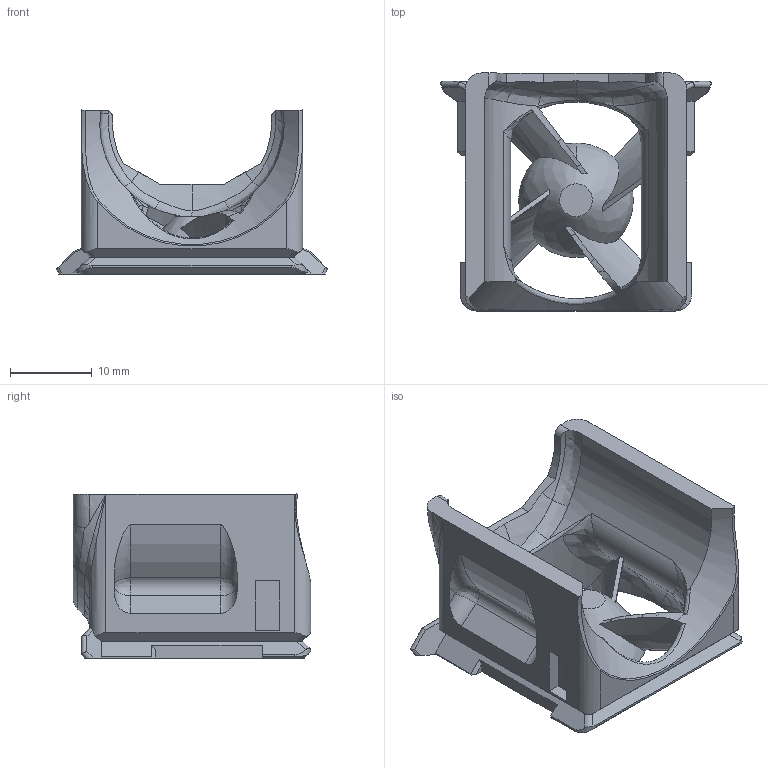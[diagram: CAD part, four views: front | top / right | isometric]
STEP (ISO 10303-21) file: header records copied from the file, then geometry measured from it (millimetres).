
FILE_DESCRIPTION(/* description */ ('STEP AP242','CAx-IF Rec.Pracs.---Representation and Presentation of Product Manufacturing Information (PMI)---4.0---2014-10-13','CAx-IF Rec.Pracs.---3D Tessellated Geometry---0.4---2014-09-14','2;1','CAx-IF Rec.Pracs.---User Defined Attributes---1.5---2016-08-15'),/* implementation_level */ '2;1');
FILE_NAME(/* name */ '690b3b3386ebb009d596fa24',/* time_stamp */ '2025-11-05T11:55:32Z',/* author */ (''),/* organization */ (''),/* preprocessor_version */ 'ST-DEVELOPER v20',/* originating_system */ 'ONSHAPE BY PTC INC, 1.206',/* authorisation */ ' ');
FILE_SCHEMA (('AP242_MANAGED_MODEL_BASED_3D_ENGINEERING_MIM_LF { 1 0 10303 442 1 1 4 }'));
Length unit declared in the file: metre
Products named in the file (1): A4T HE Duct - ReVolcano
Bounding box: 32.98 x 29 x 20 mm (x, y, z)
Volume: 5150.6 mm3; surface area: 4535.6 mm2
Topology: 1 solids, 3 shells, 190 faces, 526 edges, 327 vertices
Faces by surface type: plane 64, cylinder 53, bspline 53, cone 11, torus 9
Entity records: 7450 total; most frequent: CARTESIAN_POINT 3201, ORIENTED_EDGE 1014, DIRECTION 688, EDGE_CURVE 507, VERTEX_POINT 324, AXIS2_PLACEMENT_3D 248, B_SPLINE_CURVE_WITH_KNOTS 205, EDGE_LOOP 197
